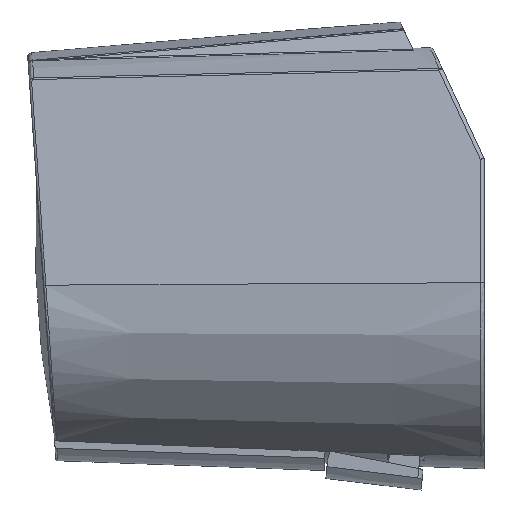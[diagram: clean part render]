
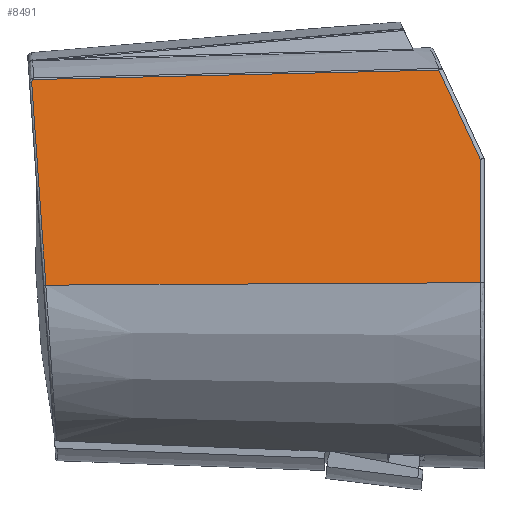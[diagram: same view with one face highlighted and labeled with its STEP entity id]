
A CAD part, left-side view. The second image highlights one B-rep face of the part: STEP entity #8491.
In plain terms, the highlighted planar face has unit normal (-0.986, 0.035, 0.16).
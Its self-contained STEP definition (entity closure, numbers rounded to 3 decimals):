
#4999=DIRECTION('',(0.034,0.999,-0.006));
#5000=VECTOR('',#4999,58.897);
#5001=CARTESIAN_POINT('',(-21.782,8.09,2.508));
#5002=LINE('',#5001,#5000);
#5016=CARTESIAN_POINT('',(-15.168,68.589,30.022));
#5017=CARTESIAN_POINT('',(-15.167,68.628,30.021));
#5018=CARTESIAN_POINT('',(-15.167,68.699,30.002));
#5019=CARTESIAN_POINT('',(-15.177,68.8,29.921));
#5020=CARTESIAN_POINT('',(-15.195,68.865,29.798));
#5021=CARTESIAN_POINT('',(-15.21,68.875,29.699));
#5022=CARTESIAN_POINT('',(-15.219,68.872,29.644));
#5024=DIRECTION('',(0.032,0.999,-0.023));
#5025=VECTOR('',#5024,54.917);
#5026=CARTESIAN_POINT('',(-16.901,13.714,31.302));
#5027=LINE('',#5026,#5025);
#5028=DIRECTION('',(0.16,0.417,0.895));
#5029=VECTOR('',#5028,13.481);
#5030=CARTESIAN_POINT('',(-19.061,8.09,19.241));
#5031=LINE('',#5030,#5029);
#5032=DIRECTION('',(-0.162,-0.069,-0.984));
#5033=VECTOR('',#5032,27.904);
#5034=CARTESIAN_POINT('',(-15.219,68.872,29.644));
#5035=LINE('',#5034,#5033);
#5117=DIRECTION('',(-0.16,0.,-0.987));
#5118=VECTOR('',#5117,16.953);
#5119=CARTESIAN_POINT('',(-19.061,8.09,19.241));
#5120=LINE('',#5119,#5118);
#5903=CARTESIAN_POINT('',(-21.782,8.09,2.508));
#5904=CARTESIAN_POINT('',(-19.753,66.951,2.178));
#5905=VERTEX_POINT('',#5903);
#5906=VERTEX_POINT('',#5904);
#5938=CARTESIAN_POINT('',(-15.219,68.872,29.644));
#5939=VERTEX_POINT('',#5938);
#5940=CARTESIAN_POINT('',(-15.168,68.589,30.022));
#5941=VERTEX_POINT('',#5940);
#5949=CARTESIAN_POINT('',(-16.901,13.714,31.302));
#5950=VERTEX_POINT('',#5949);
#5951=CARTESIAN_POINT('',(-19.061,8.09,19.241));
#5952=VERTEX_POINT('',#5951);
#8476=CARTESIAN_POINT('',(-16.935,11.873,31.493));
#8477=DIRECTION('',(-0.986,0.035,0.16));
#8478=DIRECTION('',(0.16,0.,0.987));
#8479=AXIS2_PLACEMENT_3D('',#8476,#8477,#8478);
#8480=PLANE('',#8479);
#8481=ORIENTED_EDGE('',*,*,#7307,.F.);
#8482=ORIENTED_EDGE('',*,*,#7343,.F.);
#8484=ORIENTED_EDGE('',*,*,#8483,.F.);
#8486=ORIENTED_EDGE('',*,*,#8485,.T.);
#8487=ORIENTED_EDGE('',*,*,#8412,.T.);
#8488=ORIENTED_EDGE('',*,*,#8468,.F.);
#8489=EDGE_LOOP('',(#8481,#8482,#8484,#8486,#8487,#8488));
#8490=FACE_OUTER_BOUND('',#8489,.F.);
#8491=ADVANCED_FACE('',(#8490),#8480,.T.);
#5023=B_SPLINE_CURVE_WITH_KNOTS('',3,(#5016,#5017,#5018,#5019,#5020,#5021,
#5022),.UNSPECIFIED.,.F.,.F.,(4,1,1,1,4),(0.,0.25,0.5,0.75,1.),
.UNSPECIFIED.);
#7307=EDGE_CURVE('',#5941,#5939,#5023,.T.);
#7343=EDGE_CURVE('',#5950,#5941,#5027,.T.);
#8412=EDGE_CURVE('',#5905,#5906,#5002,.T.);
#8468=EDGE_CURVE('',#5939,#5906,#5035,.T.);
#8483=EDGE_CURVE('',#5952,#5950,#5031,.T.);
#8485=EDGE_CURVE('',#5952,#5905,#5120,.T.);
